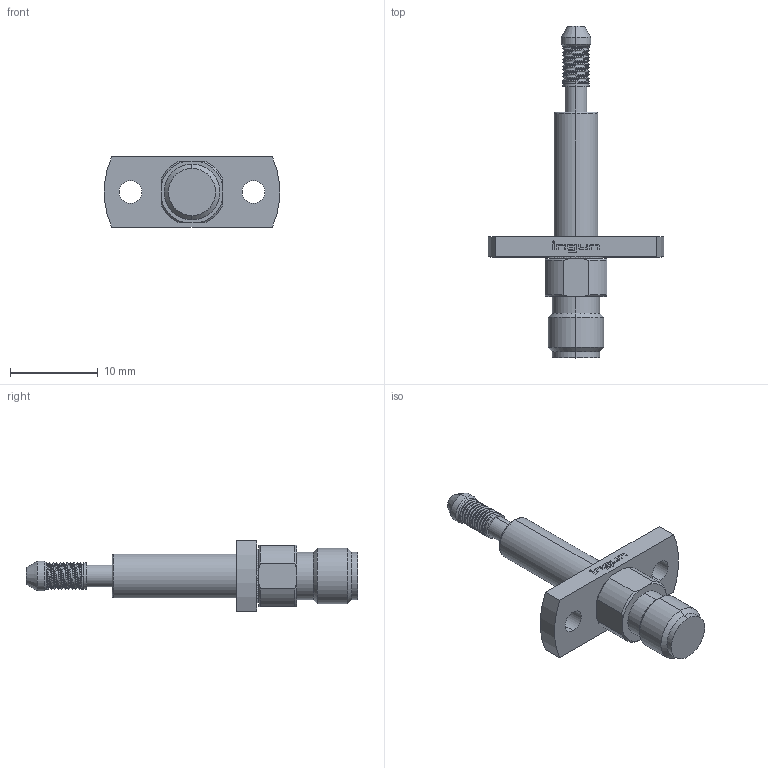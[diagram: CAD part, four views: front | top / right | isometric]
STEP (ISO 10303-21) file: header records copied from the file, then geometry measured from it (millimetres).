
FILE_DESCRIPTION (( 'STEP AP203' ), '1' );
FILE_NAME ('INGUN_HFS-856_303_051_A_xx42_SMP-H.STEP', '2022-05-05T09:32:05', ( 'ochi' ), ( '' ), 'SwSTEP 2.0', 'SolidWorks 2018', '' );
FILE_SCHEMA (( 'CONFIG_CONTROL_DESIGN' ));
Length unit declared in the file: millimetre
Products named in the file (1): INGUN_HFS-856_303_051_A_xx42_SMP-H
Bounding box: 19.93 x 37.8 x 8 mm (x, y, z)
Volume: 1048.9 mm3; surface area: 1110.9 mm2
Topology: 1 solids, 1 shells, 351 faces, 973 edges, 641 vertices
Faces by surface type: plane 199, cylinder 123, cone 20, torus 7, bspline 2
Entity records: 13389 total; most frequent: CARTESIAN_POINT 4107, ORIENTED_EDGE 1942, DIRECTION 1928, EDGE_CURVE 971, VECTOR 664, LINE 664, VERTEX_POINT 641, AXIS2_PLACEMENT_3D 632
